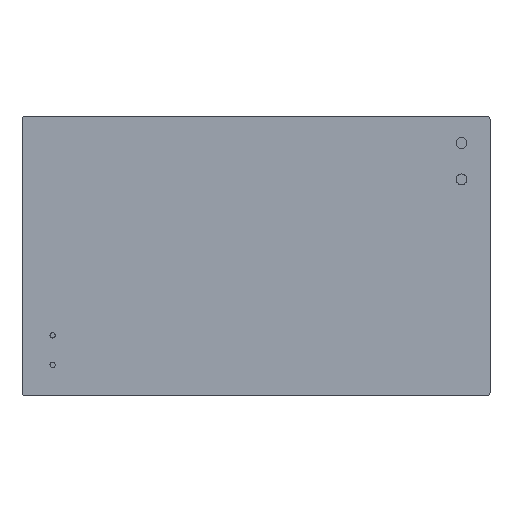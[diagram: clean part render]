
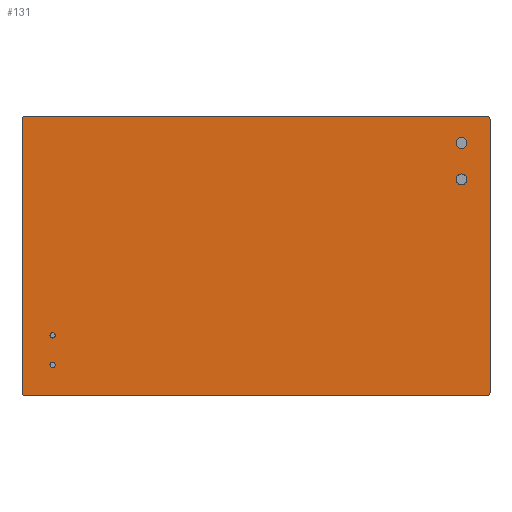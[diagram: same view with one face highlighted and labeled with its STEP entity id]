
A CAD part, front view. The second image highlights one B-rep face of the part: STEP entity #131.
In plain terms, the highlighted planar face has unit normal (0, -1, 0).
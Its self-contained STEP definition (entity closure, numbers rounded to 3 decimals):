
#131=ADVANCED_FACE('',(#287,#288,#289,#290,#291),#292,.F.);
#287=FACE_BOUND('',#475,.T.);
#288=FACE_BOUND('',#476,.T.);
#289=FACE_BOUND('',#477,.T.);
#290=FACE_BOUND('',#478,.T.);
#291=FACE_OUTER_BOUND('',#479,.T.);
#292=PLANE('',#480);
#475=EDGE_LOOP('',(#786,#787));
#476=EDGE_LOOP('',(#788,#789));
#477=EDGE_LOOP('',(#790,#791));
#478=EDGE_LOOP('',(#792,#793));
#479=EDGE_LOOP('',(#794,#795,#796,#797,#798,#799,#800,#801));
#480=AXIS2_PLACEMENT_3D('',#802,#803,#804);
#786=ORIENTED_EDGE('',*,*,#1094,.T.);
#787=ORIENTED_EDGE('',*,*,#1092,.T.);
#788=ORIENTED_EDGE('',*,*,#1098,.T.);
#789=ORIENTED_EDGE('',*,*,#1087,.T.);
#790=ORIENTED_EDGE('',*,*,#1102,.T.);
#791=ORIENTED_EDGE('',*,*,#1082,.T.);
#792=ORIENTED_EDGE('',*,*,#1106,.T.);
#793=ORIENTED_EDGE('',*,*,#1077,.T.);
#794=ORIENTED_EDGE('',*,*,#1159,.F.);
#795=ORIENTED_EDGE('',*,*,#1160,.F.);
#796=ORIENTED_EDGE('',*,*,#1161,.F.);
#797=ORIENTED_EDGE('',*,*,#1162,.F.);
#798=ORIENTED_EDGE('',*,*,#1163,.F.);
#799=ORIENTED_EDGE('',*,*,#1164,.F.);
#800=ORIENTED_EDGE('',*,*,#1165,.F.);
#801=ORIENTED_EDGE('',*,*,#1166,.F.);
#802=CARTESIAN_POINT('',(0.,0.,0.));
#803=DIRECTION('',(-0.0,1.0,0.));
#804=DIRECTION('',(1.0,0.0,0.0));
#1077=EDGE_CURVE('',#1264,#1268,#1270,.T.);
#1082=EDGE_CURVE('',#1273,#1277,#1279,.T.);
#1087=EDGE_CURVE('',#1282,#1286,#1288,.T.);
#1092=EDGE_CURVE('',#1291,#1295,#1297,.T.);
#1094=EDGE_CURVE('',#1295,#1291,#1299,.T.);
#1098=EDGE_CURVE('',#1286,#1282,#1303,.T.);
#1102=EDGE_CURVE('',#1277,#1273,#1307,.T.);
#1106=EDGE_CURVE('',#1268,#1264,#1311,.T.);
#1159=EDGE_CURVE('',#1388,#1389,#1390,.T.);
#1160=EDGE_CURVE('',#1391,#1388,#1392,.T.);
#1161=EDGE_CURVE('',#1393,#1391,#1394,.T.);
#1162=EDGE_CURVE('',#1395,#1393,#1396,.T.);
#1163=EDGE_CURVE('',#1397,#1395,#1398,.T.);
#1164=EDGE_CURVE('',#1399,#1397,#1400,.T.);
#1165=EDGE_CURVE('',#1401,#1399,#1402,.T.);
#1166=EDGE_CURVE('',#1389,#1401,#1403,.T.);
#1264=VERTEX_POINT('',#1541);
#1268=VERTEX_POINT('',#1546);
#1270=CIRCLE('',#1549,0.5);
#1273=VERTEX_POINT('',#1552);
#1277=VERTEX_POINT('',#1557);
#1279=CIRCLE('',#1560,0.5);
#1282=VERTEX_POINT('',#1563);
#1286=VERTEX_POINT('',#1568);
#1288=CIRCLE('',#1571,1.0);
#1291=VERTEX_POINT('',#1574);
#1295=VERTEX_POINT('',#1579);
#1297=CIRCLE('',#1582,1.0);
#1299=CIRCLE('',#1584,1.0);
#1303=CIRCLE('',#1588,1.0);
#1307=CIRCLE('',#1592,0.5);
#1311=CIRCLE('',#1596,0.5);
#1388=VERTEX_POINT('',#1865);
#1389=VERTEX_POINT('',#1866);
#1390=LINE('',#1867,#1868);
#1391=VERTEX_POINT('',#1869);
#1392=CIRCLE('',#1870,0.6);
#1393=VERTEX_POINT('',#1871);
#1394=LINE('',#1872,#1873);
#1395=VERTEX_POINT('',#1874);
#1396=CIRCLE('',#1875,0.6);
#1397=VERTEX_POINT('',#1876);
#1398=LINE('',#1877,#1878);
#1399=VERTEX_POINT('',#1879);
#1400=CIRCLE('',#1880,0.6);
#1401=VERTEX_POINT('',#1881);
#1402=LINE('',#1882,#1883);
#1403=CIRCLE('',#1884,0.6);
#1541=CARTESIAN_POINT('',(-37.3,0.0,-14.75));
#1546=CARTESIAN_POINT('',(-38.3,0.,-14.75));
#1549=AXIS2_PLACEMENT_3D('',#2061,#2062,#2063);
#1552=CARTESIAN_POINT('',(-37.3,0.0,-20.25));
#1557=CARTESIAN_POINT('',(-38.3,0.,-20.25));
#1560=AXIS2_PLACEMENT_3D('',#2069,#2070,#2071);
#1563=CARTESIAN_POINT('',(39.2,0.0,21.0));
#1568=CARTESIAN_POINT('',(37.2,0.,21.0));
#1571=AXIS2_PLACEMENT_3D('',#2077,#2078,#2079);
#1574=CARTESIAN_POINT('',(39.2,0.0,14.25));
#1579=CARTESIAN_POINT('',(37.2,0.,14.25));
#1582=AXIS2_PLACEMENT_3D('',#2085,#2086,#2087);
#1584=AXIS2_PLACEMENT_3D('',#2088,#2089,#2090);
#1588=AXIS2_PLACEMENT_3D('',#2094,#2095,#2096);
#1592=AXIS2_PLACEMENT_3D('',#2100,#2101,#2102);
#1596=AXIS2_PLACEMENT_3D('',#2106,#2107,#2108);
#1865=CARTESIAN_POINT('',(-43.5,0.,-25.4));
#1866=CARTESIAN_POINT('',(-43.5,0.,25.4));
#1867=CARTESIAN_POINT('',(-43.5,0.,-25.4));
#1868=VECTOR('',#2144,1.0);
#1869=CARTESIAN_POINT('',(-42.9,0.,-26.0));
#1870=AXIS2_PLACEMENT_3D('',#2145,#2146,#2147);
#1871=CARTESIAN_POINT('',(42.9,0.,-26.0));
#1872=CARTESIAN_POINT('',(42.9,0.,-26.0));
#1873=VECTOR('',#2148,1.0);
#1874=CARTESIAN_POINT('',(43.5,0.,-25.4));
#1875=AXIS2_PLACEMENT_3D('',#2149,#2150,#2151);
#1876=CARTESIAN_POINT('',(43.5,0.,25.4));
#1877=CARTESIAN_POINT('',(43.5,0.,25.4));
#1878=VECTOR('',#2152,1.0);
#1879=CARTESIAN_POINT('',(42.9,0.,26.0));
#1880=AXIS2_PLACEMENT_3D('',#2153,#2154,#2155);
#1881=CARTESIAN_POINT('',(-42.9,0.,26.0));
#1882=CARTESIAN_POINT('',(-42.9,0.,26.0));
#1883=VECTOR('',#2156,1.0);
#1884=AXIS2_PLACEMENT_3D('',#2157,#2158,#2159);
#2061=CARTESIAN_POINT('',(-37.8,0.0,-14.75));
#2062=DIRECTION('',(-0.0,1.0,0.));
#2063=DIRECTION('',(1.0,0.0,0.0));
#2069=CARTESIAN_POINT('',(-37.8,0.0,-20.25));
#2070=DIRECTION('',(-0.0,1.0,0.));
#2071=DIRECTION('',(1.0,0.0,0.0));
#2077=CARTESIAN_POINT('',(38.2,0.0,21.0));
#2078=DIRECTION('',(-0.0,1.0,0.));
#2079=DIRECTION('',(1.0,0.0,0.0));
#2085=CARTESIAN_POINT('',(38.2,0.0,14.25));
#2086=DIRECTION('',(-0.0,1.0,0.));
#2087=DIRECTION('',(1.0,0.0,0.0));
#2088=CARTESIAN_POINT('',(38.2,0.0,14.25));
#2089=DIRECTION('',(-0.0,1.0,0.));
#2090=DIRECTION('',(1.0,0.0,0.0));
#2094=CARTESIAN_POINT('',(38.2,0.0,21.0));
#2095=DIRECTION('',(-0.0,1.0,0.));
#2096=DIRECTION('',(1.0,0.0,0.0));
#2100=CARTESIAN_POINT('',(-37.8,0.0,-20.25));
#2101=DIRECTION('',(-0.0,1.0,0.));
#2102=DIRECTION('',(1.0,0.0,0.0));
#2106=CARTESIAN_POINT('',(-37.8,0.0,-14.75));
#2107=DIRECTION('',(-0.0,1.0,0.));
#2108=DIRECTION('',(1.0,0.0,0.0));
#2144=DIRECTION('',(0.0,0.,1.0));
#2145=CARTESIAN_POINT('',(-42.9,0.,-25.4));
#2146=DIRECTION('',(-0.0,1.0,0.));
#2147=DIRECTION('',(1.0,0.0,0.0));
#2148=DIRECTION('',(-1.0,0.0,0.0));
#2149=CARTESIAN_POINT('',(42.9,0.,-25.4));
#2150=DIRECTION('',(-0.0,1.0,0.));
#2151=DIRECTION('',(1.0,0.0,0.0));
#2152=DIRECTION('',(0.0,0.,-1.0));
#2153=CARTESIAN_POINT('',(42.9,0.,25.4));
#2154=DIRECTION('',(-0.0,1.0,0.));
#2155=DIRECTION('',(1.0,0.0,0.0));
#2156=DIRECTION('',(1.0,0.0,0.0));
#2157=CARTESIAN_POINT('',(-42.9,0.,25.4));
#2158=DIRECTION('',(-0.0,1.0,0.));
#2159=DIRECTION('',(1.0,0.0,0.0));
